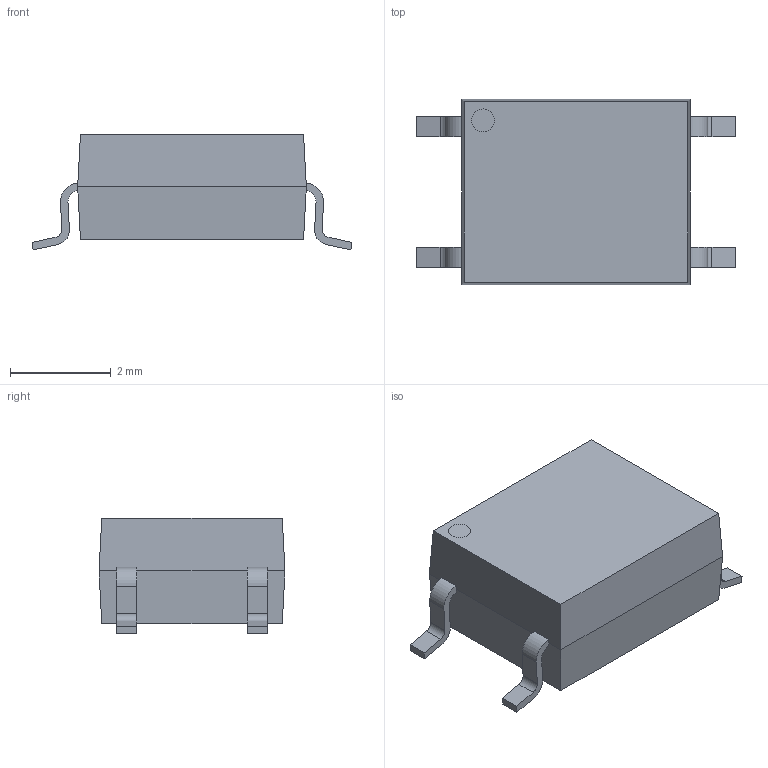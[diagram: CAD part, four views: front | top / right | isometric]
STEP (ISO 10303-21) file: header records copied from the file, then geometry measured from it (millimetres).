
FILE_DESCRIPTION (( 'STEP AP214' ), '1' );
FILE_NAME ('User Library-4 Lead 6 SOIC.STEP', '2021-10-18T07:10:41', ( '' ), ( '' ), 'SwSTEP 2.0', 'SolidWorks 2021', '' );
FILE_SCHEMA (( 'AUTOMOTIVE_DESIGN' ));
Length unit declared in the file: inch
Products named in the file (1): User Library-4 Lead 6 SOIC
Bounding box: 6.34 x 3.7 x 2.3 mm (x, y, z)
Volume: 35.1 mm3; surface area: 115 mm2
Topology: 8 solids, 8 shells, 131 faces, 342 edges, 228 vertices
Faces by surface type: plane 105, cylinder 26
Entity records: 5808 total; most frequent: CARTESIAN_POINT 702, ORIENTED_EDGE 684, DIRECTION 658, EDGE_CURVE 342, VECTOR 290, LINE 290, VERTEX_POINT 228, AXIS2_PLACEMENT_3D 184
